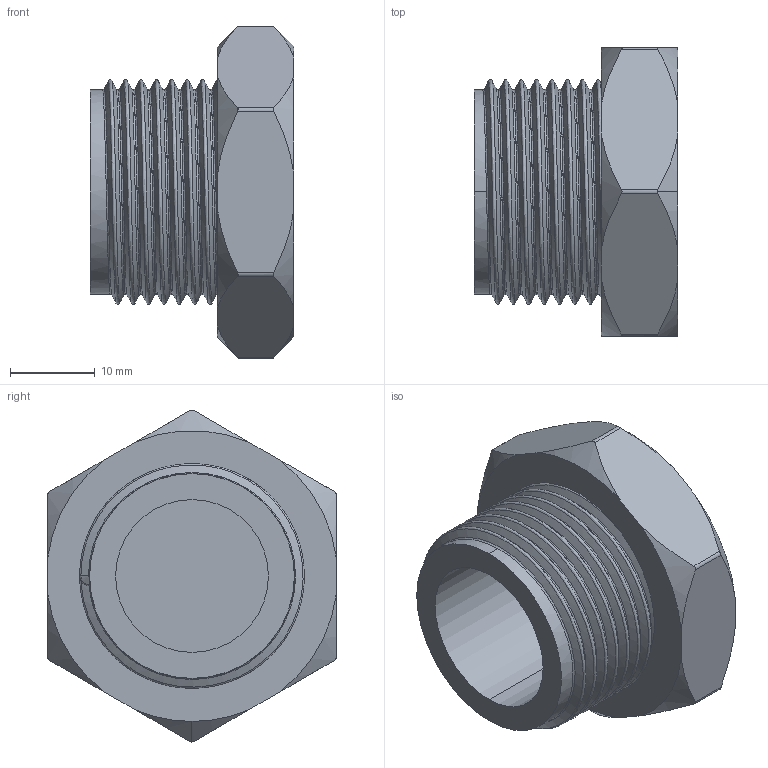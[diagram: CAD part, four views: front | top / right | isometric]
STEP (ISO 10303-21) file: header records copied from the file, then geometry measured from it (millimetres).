
FILE_DESCRIPTION (( 'STEP AP203' ), '1' );
FILE_NAME ('00200_0505.STEP', '2017-05-12T14:38:14', ( '' ), ( '' ), 'SwSTEP 2.0', 'SolidWorks 2011', '' );
FILE_SCHEMA (( 'CONFIG_CONTROL_DESIGN' ));
Length unit declared in the file: millimetre
Products named in the file (1): 00200_0505
Bounding box: 24 x 34 x 39.11 mm (x, y, z)
Volume: 12515.7 mm3; surface area: 5672.4 mm2
Topology: 1 solids, 1 shells, 61 faces, 168 edges, 108 vertices
Faces by surface type: cylinder 24, cone 17, plane 10, torus 5, bspline 5
Entity records: 5769 total; most frequent: CARTESIAN_POINT 4355, ORIENTED_EDGE 330, DIRECTION 222, EDGE_CURVE 165, VERTEX_POINT 108, AXIS2_PLACEMENT_3D 88, EDGE_LOOP 63, FACE_OUTER_BOUND 61
